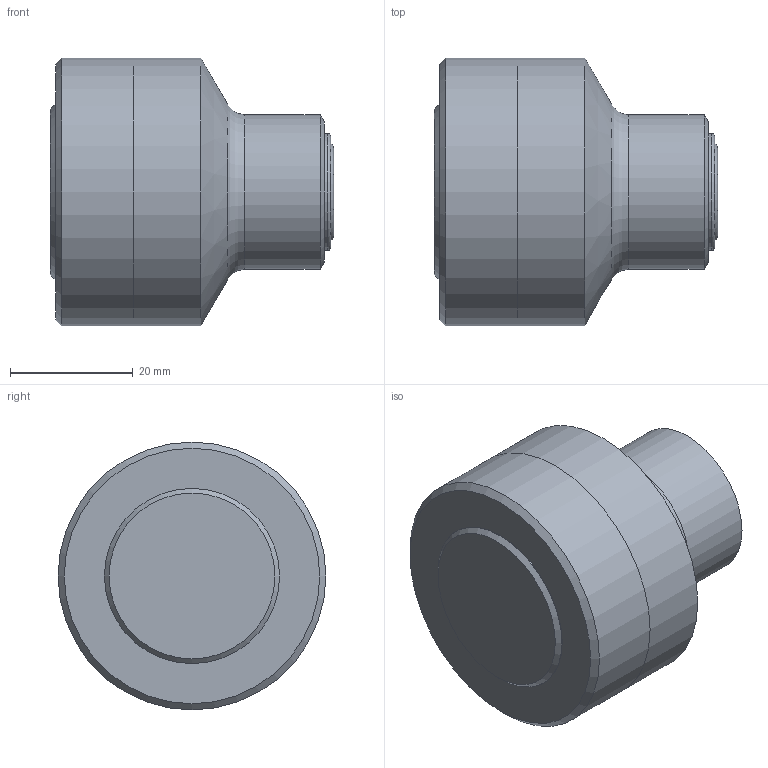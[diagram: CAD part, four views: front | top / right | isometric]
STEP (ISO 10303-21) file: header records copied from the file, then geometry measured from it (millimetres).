
FILE_DESCRIPTION(/* description */ (''),/* implementation_level */ '2;1');
FILE_NAME(/* name */ 'MITH-10KP.stp',/* time_stamp */ '2016-05-05T13:54:05-05:00',/* author */ ('scottg'),/* organization */ ('FasTest,Inc.'),/* preprocessor_version */ 'ST-DEVELOPER v16.1',/* originating_system */ 'Autodesk Inventor 2016',/* authorisation */ '');
FILE_SCHEMA (('AUTOMOTIVE_DESIGN { 1 0 10303 214 3 1 1 }'));
Length unit declared in the file: inch
Products named in the file (1): MITH-10KP
Bounding box: 46.18 x 43.69 x 43.69 mm (x, y, z)
Volume: 48773.9 mm3; surface area: 7528.8 mm2
Topology: 1 solids, 1 shells, 17 faces, 31 edges, 19 vertices
Faces by surface type: plane 5, cylinder 5, cone 4, torus 3
Full cylindrical faces by diameter (mm): 19.05 x1, 25.222 x1, 28.575 x1, 43.688 x2
Entity records: 405 total; most frequent: DIRECTION 68, CARTESIAN_POINT 50, AXIS2_PLACEMENT_3D 34, EDGE_LOOP 32, ORIENTED_EDGE 32, STYLED_ITEM 18, FACE_OUTER_BOUND 17, ADVANCED_FACE 17
